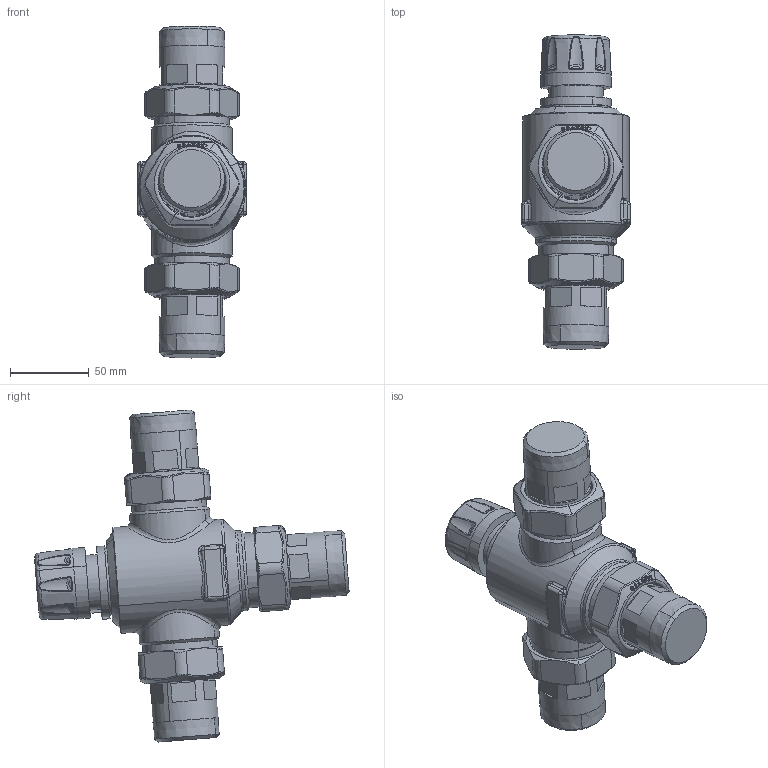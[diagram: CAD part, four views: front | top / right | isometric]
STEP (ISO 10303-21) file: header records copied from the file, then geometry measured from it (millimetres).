
FILE_DESCRIPTION(('CATIA V5 STEP Exchange'),'2;1');
FILE_NAME('STEP_523070_-_TST.stp','2018-02-07T07:07:09+00:00',('none'),('none'),'CATIA Version 5-6 Release 2016 SP4','CATIA V5 STEP AP203','none');
FILE_SCHEMA(('CONFIG_CONTROL_DESIGN'));
Products named in the file (1): 523070 - TST
Bounding box: 69 x 199.93 x 211.23 mm (x, y, z)
Volume: 731383.7 mm3; surface area: 67858.3 mm2
Topology: 1 solids, 1 shells, 1588 faces, 3700 edges, 2000 vertices
Faces by surface type: bspline 1098, sphere 163, plane 103, cone 103, cylinder 89, torus 28, revolution 4
Entity records: 97751 total; most frequent: CARTESIAN_POINT 72757, ORIENTED_EDGE 7108, EDGE_CURVE 3554, B_SPLINE_CURVE_WITH_KNOTS 2876, VERTEX_POINT 2000, EDGE_LOOP 1620, ADVANCED_FACE 1588, FACE_OUTER_BOUND 1588
